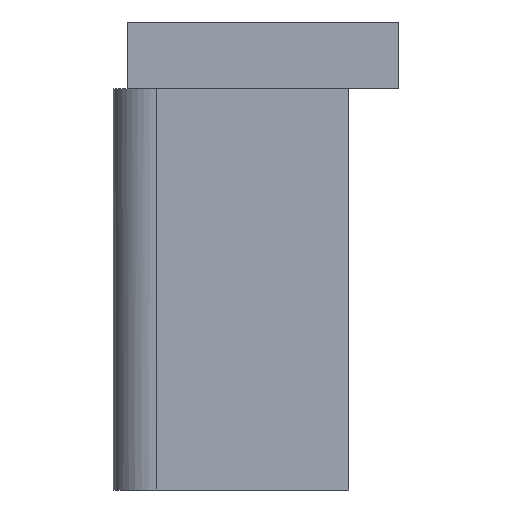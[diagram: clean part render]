
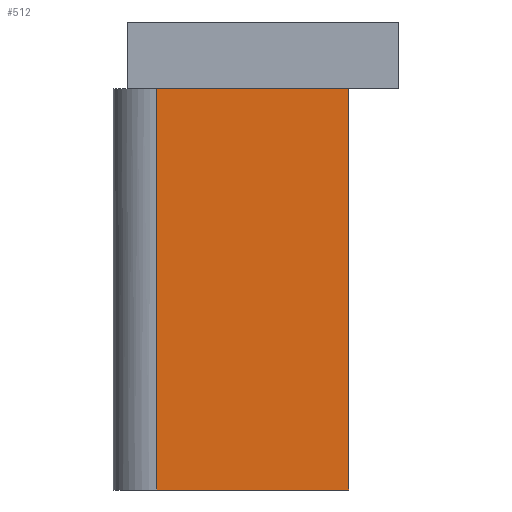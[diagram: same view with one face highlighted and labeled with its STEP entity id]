
A CAD part, front view. The second image highlights one B-rep face of the part: STEP entity #512.
In plain terms, the highlighted planar face has unit normal (0, -1, 0).
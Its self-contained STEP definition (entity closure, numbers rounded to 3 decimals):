
#29=PLANE('',#578);
#56=FACE_OUTER_BOUND('',#88,.T.);
#88=EDGE_LOOP('',(#381,#382,#383,#384));
#127=LINE('',#826,#171);
#128=LINE('',#828,#172);
#129=LINE('',#830,#173);
#130=LINE('',#831,#174);
#171=VECTOR('',#673,10.);
#172=VECTOR('',#674,10.);
#173=VECTOR('',#675,10.);
#174=VECTOR('',#676,10.);
#249=VERTEX_POINT('',#824);
#250=VERTEX_POINT('',#825);
#251=VERTEX_POINT('',#827);
#252=VERTEX_POINT('',#829);
#301=EDGE_CURVE('',#249,#250,#127,.T.);
#302=EDGE_CURVE('',#249,#251,#128,.T.);
#303=EDGE_CURVE('',#252,#251,#129,.T.);
#304=EDGE_CURVE('',#250,#252,#130,.T.);
#381=ORIENTED_EDGE('',*,*,#301,.F.);
#382=ORIENTED_EDGE('',*,*,#302,.T.);
#383=ORIENTED_EDGE('',*,*,#303,.F.);
#384=ORIENTED_EDGE('',*,*,#304,.F.);
#512=ADVANCED_FACE('',(#56),#29,.T.);
#578=AXIS2_PLACEMENT_3D('',#823,#671,#672);
#671=DIRECTION('center_axis',(0.,-1.,0.));
#672=DIRECTION('ref_axis',(-1.,0.,0.));
#673=DIRECTION('',(1.,0.,0.));
#674=DIRECTION('',(0.,0.,-1.));
#675=DIRECTION('',(-1.,0.,0.));
#676=DIRECTION('',(0.,0.,-1.));
#823=CARTESIAN_POINT('Origin',(-9.83,-14.1,18.));
#824=CARTESIAN_POINT('',(-21.33,-14.1,18.));
#825=CARTESIAN_POINT('',(-9.83,-14.1,18.));
#826=CARTESIAN_POINT('',(-12.733,-14.1,18.));
#827=CARTESIAN_POINT('',(-21.33,-14.1,-6.));
#828=CARTESIAN_POINT('',(-21.33,-14.1,18.));
#829=CARTESIAN_POINT('',(-9.83,-14.1,-6.));
#830=CARTESIAN_POINT('',(1.67,-14.1,-6.));
#831=CARTESIAN_POINT('',(-9.83,-14.1,18.));
